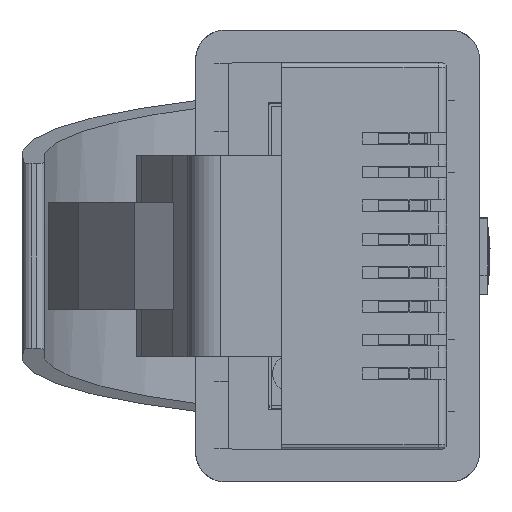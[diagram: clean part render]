
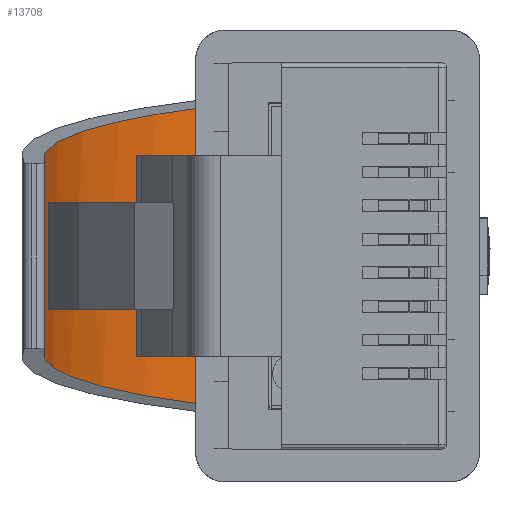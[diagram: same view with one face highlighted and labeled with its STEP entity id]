
A CAD part, left-side view. The second image highlights one B-rep face of the part: STEP entity #13708.
In plain terms, the highlighted cylindrical face has radius 12.7 mm (diameter 25.4 mm), a partial arc.
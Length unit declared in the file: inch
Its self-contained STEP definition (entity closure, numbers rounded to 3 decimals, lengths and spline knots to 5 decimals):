
#570 = ORIENTED_EDGE ( 'NONE', *, *, #22793, .F. ) ;
#1181 = EDGE_CURVE ( 'NONE', #21822, #15104, #9750, .T. ) ;
#1400 = CARTESIAN_POINT ( 'NONE',  ( -0.14362, 0.3363, 0.26482 ) ) ;
#1987 = ORIENTED_EDGE ( 'NONE', *, *, #1181, .T. ) ;
#2026 = CARTESIAN_POINT ( 'NONE',  ( 0.14362, 0.3363, 0.26482 ) ) ;
#2086 = CYLINDRICAL_SURFACE ( 'NONE', #12672, 0.5 ) ;
#2838 = EDGE_LOOP ( 'NONE', ( #570, #5561, #9401, #1987 ) ) ;
#2959 = VERTEX_POINT ( 'NONE', #3332 ) ;
#3332 = CARTESIAN_POINT ( 'NONE',  ( 0.17562, 0.169, 0.06 ) ) ;
#3866 = CARTESIAN_POINT ( 'NONE',  ( 0.12265, 0.34896, 0.39906 ) ) ;
#5320 = CARTESIAN_POINT ( 'NONE',  ( -0.12265, 0.34896, 0.39906 ) ) ;
#5561 = ORIENTED_EDGE ( 'NONE', *, *, #7953, .F. ) ;
#5958 = DIRECTION ( 'NONE',  ( -1., 0., 0. ) ) ;
#6330 = DIRECTION ( 'NONE',  ( -1., 0., 0. ) ) ;
#6974 = CARTESIAN_POINT ( 'NONE',  ( -0.16223, 0.27309, 0.14571 ) ) ;
#7308 = CARTESIAN_POINT ( 'NONE',  ( 0.185, -0.14884, 0.44598 ) ) ;
#7953 = EDGE_CURVE ( 'NONE', #2959, #23144, #14874, .T. ) ;
#8792 = CARTESIAN_POINT ( 'NONE',  ( 0.16223, 0.27309, 0.14571 ) ) ;
#9401 = ORIENTED_EDGE ( 'NONE', *, *, #12881, .F. ) ;
#9750 = LINE ( 'NONE', #20961, #14171 ) ;
#10747 =( BOUNDED_CURVE ( )  B_SPLINE_CURVE ( 3, ( #23306, #2026, #8792, #21545 ),
 .UNSPECIFIED., .F., .F. ) 
 B_SPLINE_CURVE_WITH_KNOTS ( ( 4, 4 ),
 ( 1.66477, 2.45271 ),
 .UNSPECIFIED. ) 
 CURVE ( )  GEOMETRIC_REPRESENTATION_ITEM ( )  RATIONAL_B_SPLINE_CURVE ( ( 1., 0.949, 0.949, 1. ) ) 
 REPRESENTATION_ITEM ( '' )  );
#11184 = CARTESIAN_POINT ( 'NONE',  ( 0.185, 0.169, 0.06 ) ) ;
#12672 = AXIS2_PLACEMENT_3D ( 'NONE', #7308, #21823, #16112 ) ;
#12881 = EDGE_CURVE ( 'NONE', #21822, #2959, #10747, .T. ) ;
#13708 = ADVANCED_FACE ( 'NONE', ( #20174 ), #2086, .F. ) ;
#14171 = VECTOR ( 'NONE', #6330, 39.37008 ) ;
#14197 = CARTESIAN_POINT ( 'NONE',  ( -0.12265, 0.34896, 0.39906 ) ) ;
#14874 = LINE ( 'NONE', #11184, #17284 ) ;
#15104 = VERTEX_POINT ( 'NONE', #14197 ) ;
#16112 = DIRECTION ( 'NONE',  ( 0., 0., 1. ) ) ;
#16125 = CARTESIAN_POINT ( 'NONE',  ( -0.17563, 0.169, 0.06 ) ) ;
#17284 = VECTOR ( 'NONE', #5958, 39.37008 ) ;
#19595 =( BOUNDED_CURVE ( )  B_SPLINE_CURVE ( 3, ( #16125, #6974, #1400, #5320 ),
 .UNSPECIFIED., .F., .F. ) 
 B_SPLINE_CURVE_WITH_KNOTS ( ( 4, 4 ),
 ( 0.68888, 1.47683 ),
 .UNSPECIFIED. ) 
 CURVE ( )  GEOMETRIC_REPRESENTATION_ITEM ( )  RATIONAL_B_SPLINE_CURVE ( ( 1., 0.949, 0.949, 1. ) ) 
 REPRESENTATION_ITEM ( '' )  );
#20174 = FACE_OUTER_BOUND ( 'NONE', #2838, .T. ) ;
#20961 = CARTESIAN_POINT ( 'NONE',  ( 0.185, 0.34896, 0.39906 ) ) ;
#21472 = CARTESIAN_POINT ( 'NONE',  ( -0.17563, 0.169, 0.06 ) ) ;
#21545 = CARTESIAN_POINT ( 'NONE',  ( 0.17562, 0.169, 0.06 ) ) ;
#21822 = VERTEX_POINT ( 'NONE', #3866 ) ;
#21823 = DIRECTION ( 'NONE',  ( -1., 0., 0. ) ) ;
#22793 = EDGE_CURVE ( 'NONE', #23144, #15104, #19595, .T. ) ;
#23144 = VERTEX_POINT ( 'NONE', #21472 ) ;
#23306 = CARTESIAN_POINT ( 'NONE',  ( 0.12265, 0.34896, 0.39906 ) ) ;
